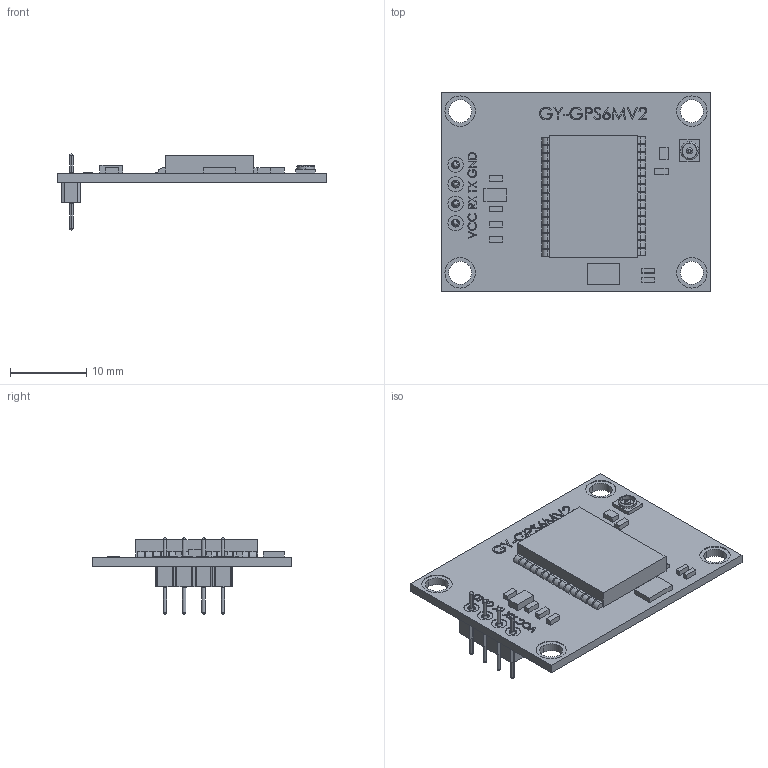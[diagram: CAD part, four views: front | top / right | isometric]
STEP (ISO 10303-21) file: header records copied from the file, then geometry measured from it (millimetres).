
FILE_DESCRIPTION (( 'STEP AP214' ), '1' );
FILE_NAME ('BD10A828-94C9-41C4-B53C-E1EC45D8563B.STEP', '2023-02-06T18:19:29', ( '' ), ( '' ), 'SwSTEP 2.0', 'SolidWorks 2022', '' );
FILE_SCHEMA (( 'AUTOMOTIVE_DESIGN' ));
Length unit declared in the file: millimetre
Products named in the file (1): BD10A828-94C9-41C4-B53C-E1EC45D8563B
Bounding box: 35.4 x 26.2 x 10.01 mm (x, y, z)
Volume: 1614.1 mm3; surface area: 2521.6 mm2
Topology: 6 solids, 6 shells, 640 faces, 1701 edges, 1120 vertices
Faces by surface type: plane 379, cylinder 124, bspline 119, cone 16, torus 2
Entity records: 29756 total; most frequent: CARTESIAN_POINT 10007, ORIENTED_EDGE 3370, DIRECTION 2853, EDGE_CURVE 1685, LINE 1169, VECTOR 1169, VERTEX_POINT 1120, AXIS2_PLACEMENT_3D 842
